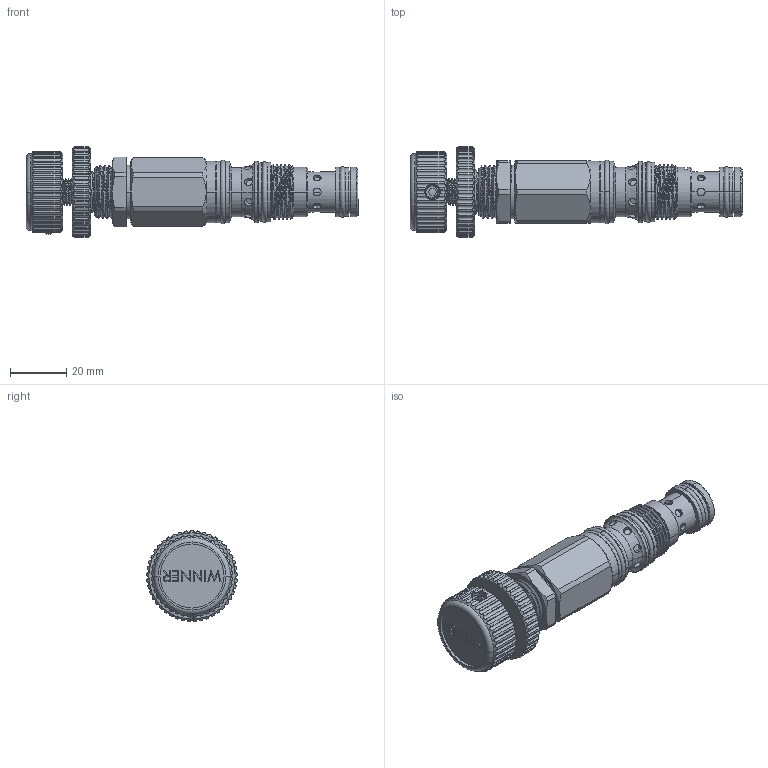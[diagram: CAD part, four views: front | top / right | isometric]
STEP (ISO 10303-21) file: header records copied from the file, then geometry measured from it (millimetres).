
FILE_DESCRIPTION (( 'STEP AP203' ), '1' );
FILE_NAME ('PD11A30-KF.STEP', '2024-06-03T07:57:39', ( '' ), ( '' ), 'SwSTEP 2.0', 'SolidWorks 2018', '' );
FILE_SCHEMA (( 'CONFIG_CONTROL_DESIGN' ));
Length unit declared in the file: millimetre
Products named in the file (1): PD11A30-KF
Bounding box: 117.67 x 32.2 x 32.18 mm (x, y, z)
Volume: 42536 mm3; surface area: 13936.2 mm2
Topology: 1 solids, 2 shells, 725 faces, 1955 edges, 1269 vertices
Faces by surface type: cylinder 406, plane 164, cone 82, torus 40, bspline 29, sphere 4
Entity records: 37821 total; most frequent: CARTESIAN_POINT 20448, ORIENTED_EDGE 3886, DIRECTION 3329, EDGE_CURVE 1943, AXIS2_PLACEMENT_3D 1300, VERTEX_POINT 1269, EDGE_LOOP 778, VECTOR 729
